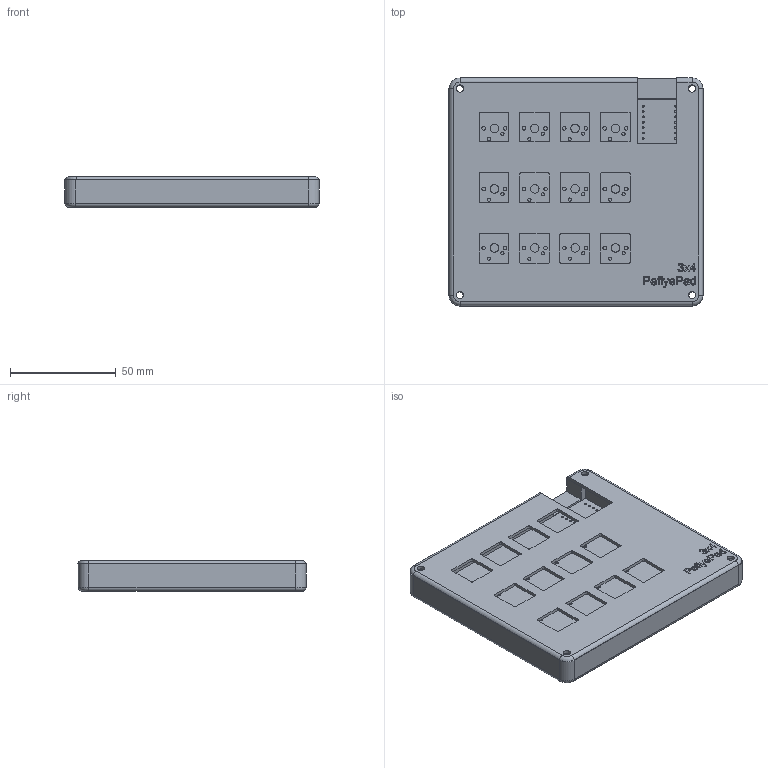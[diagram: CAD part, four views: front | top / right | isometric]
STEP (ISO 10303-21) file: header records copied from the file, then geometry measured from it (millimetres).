
FILE_DESCRIPTION(/* description */ (''),/* implementation_level */ '2;1');
FILE_NAME(/* name */ 'PefiyePad V2.0.step',/* time_stamp */ '2025-11-30T20:01:50+07:00',/* author */ (''),/* organization */ (''),/* preprocessor_version */ 'ST-DEVELOPER v20.1',/* originating_system */ 'Autodesk Translation Framework v14.21.0.0',/* authorisation */ '');
FILE_SCHEMA (('AUTOMOTIVE_DESIGN { 1 0 10303 214 3 1 1 }'));
Length unit declared in the file: millimetre
Products named in the file (5): 2025-11-29-12-26-24-764; 2025-11-30-12-37-25-712; 2025-11-30-12-27-38-988; 2025-11-30-12-27-38-990; 2025-11-30-12-27-38-989
Assembly tree (15 placements, depth 3):
  2025-11-29-12-26-24-764
    2025-11-30-12-37-25-712
    2025-11-30-12-27-38-988
      2025-11-30-12-27-38-989  x12
      2025-11-30-12-27-38-990
Bounding box: 119.97 x 107.66 x 14.56 mm (x, y, z)
Volume: 103008.2 mm3; surface area: 75732 mm2
Topology: 34 solids, 34 shells, 703 faces, 1791 edges, 1180 vertices
Faces by surface type: plane 251, cylinder 243, bspline 153, torus 56
Full cylindrical faces by diameter (mm): 0.5 x36, 0.8 x24, 0.889 x14, 1.5 x24, 1.7 x24, 2 x24, 2.02 x12, 3.4 x8, 4 x12, 6 x4
Entity records: 19607 total; most frequent: CARTESIAN_POINT 5909, ORIENTED_EDGE 2966, DIRECTION 2343, EDGE_CURVE 1483, VERTEX_POINT 982, LINE 799, VECTOR 799, EDGE_LOOP 791
